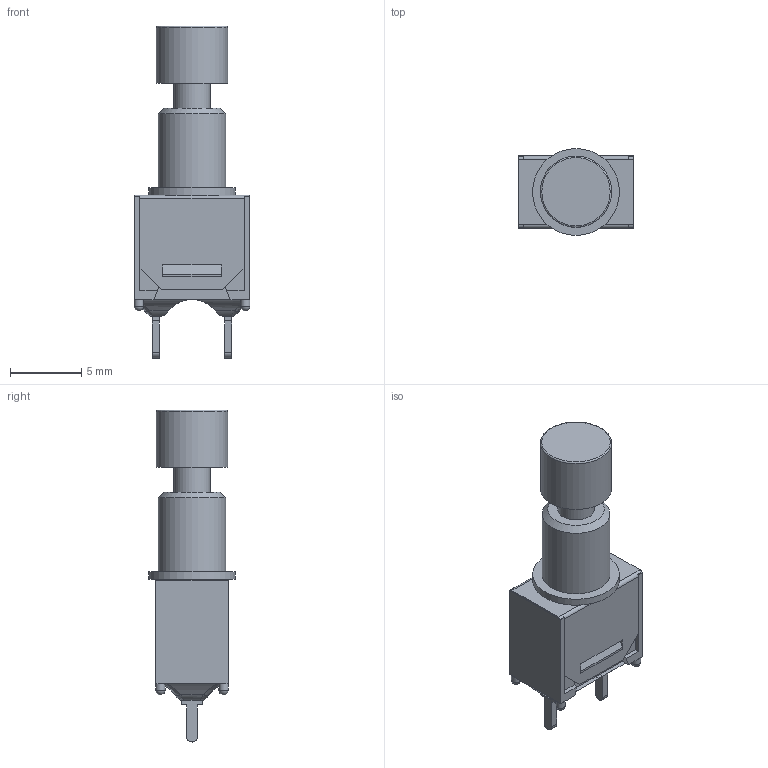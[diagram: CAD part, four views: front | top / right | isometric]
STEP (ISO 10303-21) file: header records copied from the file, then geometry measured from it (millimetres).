
FILE_DESCRIPTION((' '),'2;1');
FILE_NAME('800SP9B7M2xEC1xxx.stp','2017-07-21T11:23:56',(' '),(' '),' ','ACIS',' ');
FILE_SCHEMA(('CONFIG_CONTROL_DESIGN'));
Length unit declared in the file: inch
Products named in the file (7): 800SP9B7M2xEC1xxx.stp; Body1; Body2; Body3; Body4; Body5; Body6
Assembly tree (6 placements, depth 2):
  800SP9B7M2xEC1xxx.stp
    Body1
    Body2
    Body3
    Body4
    Body5
    Body6
Bounding box: 8.13 x 6.1 x 23.3 mm (x, y, z)
Volume: 339.7 mm3; surface area: 1201.1 mm2
Topology: 6 solids, 6 shells, 185 faces, 475 edges, 302 vertices
Faces by surface type: plane 123, cylinder 43, bspline 12, sphere 4, cone 2, torus 1
Full cylindrical faces by diameter (mm): 0.65 x4, 2.54 x1, 2.6 x1, 4.75 x1, 5 x1, 6.1 x1
Entity records: 7133 total; most frequent: CARTESIAN_POINT 1801, ORIENTED_EDGE 904, DIRECTION 891, EDGE_CURVE 452, VECTOR 313, LINE 313, VERTEX_POINT 295, AXIS2_PLACEMENT_3D 289
